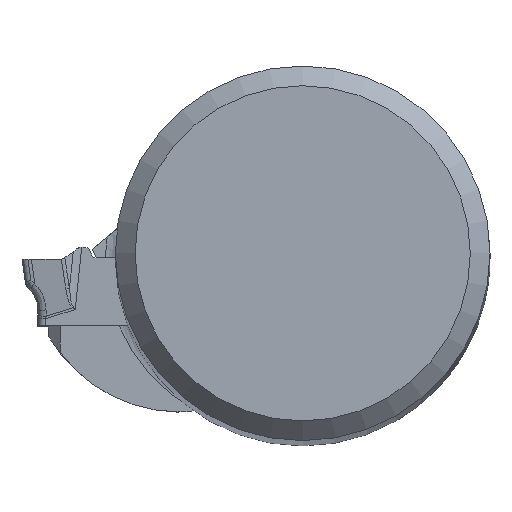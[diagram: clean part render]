
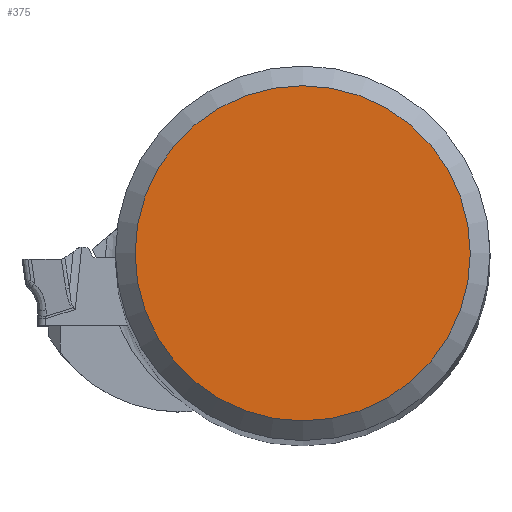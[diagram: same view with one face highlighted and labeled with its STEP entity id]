
A CAD part, top view. The second image highlights one B-rep face of the part: STEP entity #375.
In plain terms, the highlighted planar face has unit normal (0, 0, 1).
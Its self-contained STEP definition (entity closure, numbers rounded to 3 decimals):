
#192=FACE_OUTER_BOUND('',#877,.T.);
#316=CIRCLE('',#2312,8.51);
#375=ADVANCED_FACE('TB_BL_N5_SU8',(#192),#495,.F.);
#495=PLANE('',#2314);
#877=EDGE_LOOP('',(#1075));
#1075=ORIENTED_EDGE('',*,*,#1886,.T.);
#1671=VERTEX_POINT('',#3377);
#1886=EDGE_CURVE('',#1671,#1671,#316,.T.);
#2312=AXIS2_PLACEMENT_3D('',#3376,#2591,#2592);
#2314=AXIS2_PLACEMENT_3D('',#3379,#2595,#2596);
#2591=DIRECTION('',(0.,0.,1.));
#2592=DIRECTION('',(1.,0.,0.));
#2595=DIRECTION('',(0.,0.,-1.));
#2596=DIRECTION('',(-1.,0.,0.));
#3376=CARTESIAN_POINT('',(0.,0.,0.));
#3377=CARTESIAN_POINT('',(8.51,0.,0.));
#3379=CARTESIAN_POINT('',(8.51,0.,0.));
